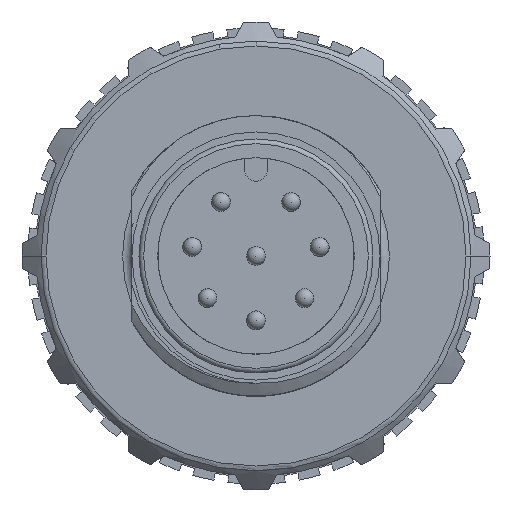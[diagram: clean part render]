
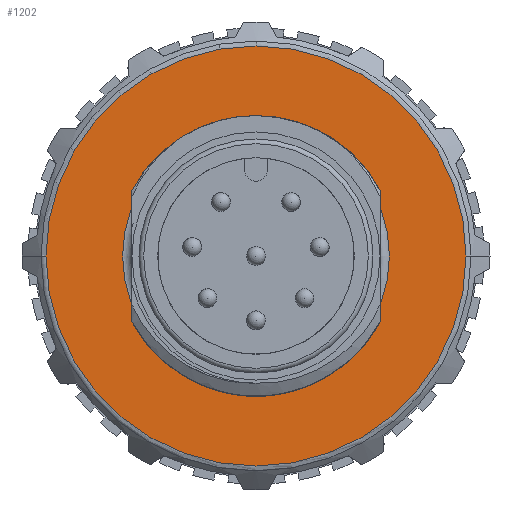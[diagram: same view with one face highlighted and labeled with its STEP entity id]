
A CAD part, left-side view. The second image highlights one B-rep face of the part: STEP entity #1202.
In plain terms, the highlighted planar face has unit normal (-1, 0, 0).
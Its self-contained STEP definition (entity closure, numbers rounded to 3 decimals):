
#1202=ADVANCED_FACE('',(#1990,#1991),#1524,.F.);
#1524=PLANE('',#9995);
#1990=FACE_BOUND('',#2351,.T.);
#1991=FACE_BOUND('',#2352,.T.);
#2351=EDGE_LOOP('',(#4730,#4731));
#2352=EDGE_LOOP('',(#4732,#4733));
#2742=CIRCLE('',#9804,5.7);
#2828=CIRCLE('',#9990,8.976);
#2829=CIRCLE('',#9992,8.976);
#2830=CIRCLE('',#9994,5.7);
#4730=ORIENTED_EDGE('',*,*,#7690,.T.);
#4731=ORIENTED_EDGE('',*,*,#7689,.T.);
#4732=ORIENTED_EDGE('',*,*,#7691,.F.);
#4733=ORIENTED_EDGE('',*,*,#7385,.T.);
#6238=VERTEX_POINT('',#14966);
#6239=VERTEX_POINT('',#14968);
#6443=VERTEX_POINT('',#16403);
#6444=VERTEX_POINT('',#16405);
#7385=EDGE_CURVE('',#6238,#6239,#2742,.T.);
#7689=EDGE_CURVE('',#6443,#6444,#2828,.T.);
#7690=EDGE_CURVE('',#6444,#6443,#2829,.T.);
#7691=EDGE_CURVE('',#6238,#6239,#2830,.T.);
#9804=AXIS2_PLACEMENT_3D('',#14969,#11439,#11440);
#9990=AXIS2_PLACEMENT_3D('',#16406,#11909,#11910);
#9992=AXIS2_PLACEMENT_3D('',#16408,#11913,#11914);
#9994=AXIS2_PLACEMENT_3D('',#16410,#11917,#11918);
#9995=AXIS2_PLACEMENT_3D('',#16411,#11919,#11920);
#11439=DIRECTION('',(1.,0.,0.));
#11440=DIRECTION('',(0.,0.,-1.));
#11909=DIRECTION('',(-1.,0.,0.));
#11910=DIRECTION('',(0.,1.,0.005));
#11913=DIRECTION('',(-1.,0.,0.));
#11914=DIRECTION('',(0.,-1.,-0.005));
#11917=DIRECTION('',(-1.,0.,0.));
#11918=DIRECTION('',(0.,0.,-1.));
#11919=DIRECTION('',(1.,0.,0.));
#11920=DIRECTION('',(0.,0.,-1.));
#14966=CARTESIAN_POINT('',(10.,0.,5.7));
#14968=CARTESIAN_POINT('',(10.,0.,-5.7));
#14969=CARTESIAN_POINT('',(10.,0.,0.));
#16403=CARTESIAN_POINT('',(10.,-8.976,0.));
#16405=CARTESIAN_POINT('',(10.,8.976,0.));
#16406=CARTESIAN_POINT('',(10.,0.,0.));
#16408=CARTESIAN_POINT('',(10.,0.,0.));
#16410=CARTESIAN_POINT('',(10.,0.,0.));
#16411=CARTESIAN_POINT('',(10.,-10.,0.));
